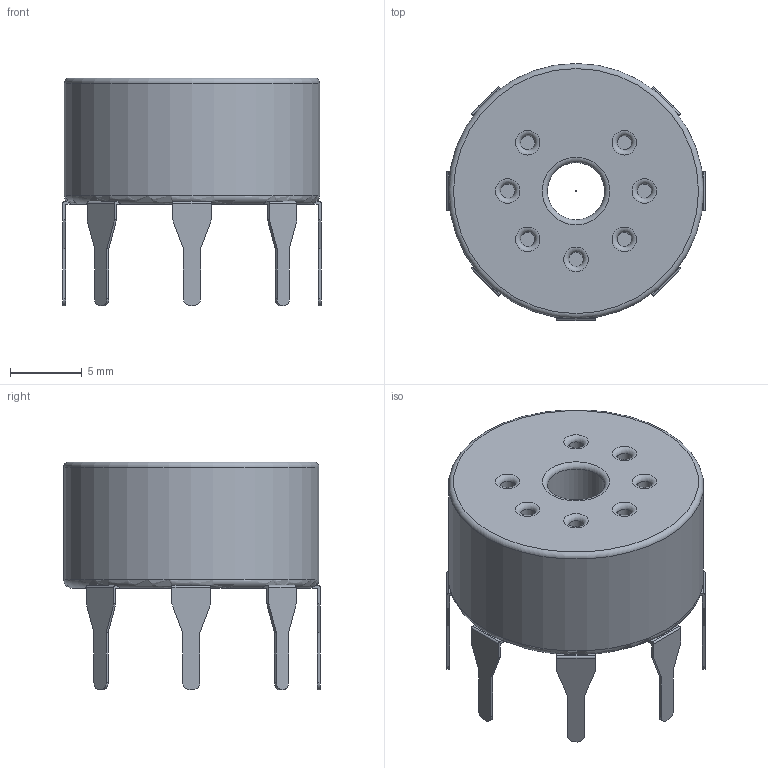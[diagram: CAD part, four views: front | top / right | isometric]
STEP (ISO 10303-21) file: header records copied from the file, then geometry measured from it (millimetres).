
FILE_DESCRIPTION(/* description */ ('model of Valve_Miniature-B7G_Dongxin-GZC7-Y-B_Socket'),/* implementation_level */ '2;1');
FILE_NAME(/* name */ 'Valve_Miniature-B7G_Dongxin-GZC7-Y-B_Socket.step',/* time_stamp */ '2018-12-04T20:22:43',/* author */ ('kicad StepUp','ksu'),/* organization */ ('FreeCAD'),/* preprocessor_version */ 'OCC',/* originating_system */ 'kicad StepUp',/* authorisation */ '');
FILE_SCHEMA(('AUTOMOTIVE_DESIGN { 1 0 10303 214 1 1 1 1 }'));
Length unit declared in the file: millimetre
Products named in the file (1): Valve_Miniature_B7G_Dongxin_GZC7_Y_B_Socket
Bounding box: 18 x 17.9 x 15.9 mm (x, y, z)
Volume: 2065 mm3; surface area: 1334.1 mm2
Topology: 2 solids, 2 shells, 137 faces, 354 edges, 228 vertices
Faces by surface type: plane 95, cylinder 31, torus 11
Full cylindrical faces by diameter (mm): 0.1 x1, 1 x7, 4 x1, 17.8 x1
Entity records: 5235 total; most frequent: CARTESIAN_POINT 846, DIRECTION 722, ORIENTED_EDGE 708, EDGE_CURVE 354, AXIS2_PLACEMENT_3D 244, LINE 234, VECTOR 234, VERTEX_POINT 228
